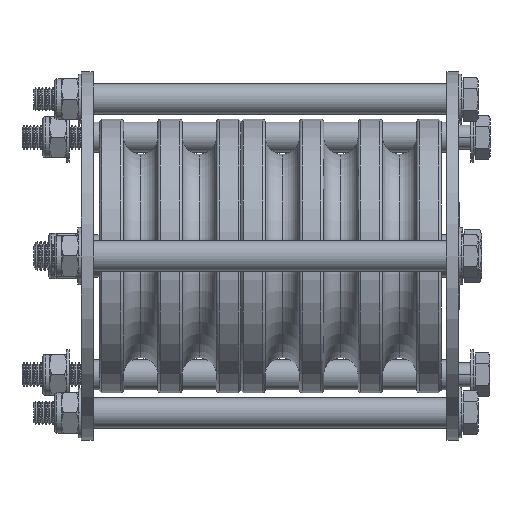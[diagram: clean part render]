
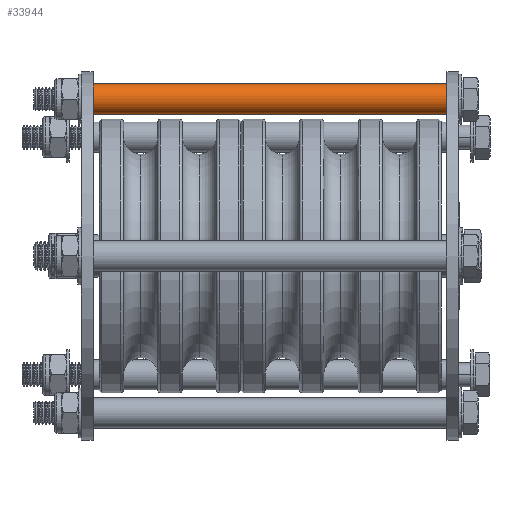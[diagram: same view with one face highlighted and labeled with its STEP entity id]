
A CAD part, front view. The second image highlights one B-rep face of the part: STEP entity #33944.
In plain terms, the highlighted cylindrical face has radius 6.35 mm (diameter 12.7 mm), a partial arc.
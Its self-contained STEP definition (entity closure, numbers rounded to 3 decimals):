
#14 = VECTOR ( 'NONE', #4226, 1000. ) ;
#592 = EDGE_CURVE ( 'NONE', #57054, #42809, #7018, .T. ) ;
#3404 = DIRECTION ( 'NONE',  ( 1., 0., 0. ) ) ;
#4226 = DIRECTION ( 'NONE',  ( 0., 0., -1. ) ) ;
#7018 = CIRCLE ( 'NONE', #43357, 6.35 ) ;
#9790 = DIRECTION ( 'NONE',  ( -1., 0., 0. ) ) ;
#10628 = CIRCLE ( 'NONE', #43860, 6.35 ) ;
#12906 = CARTESIAN_POINT ( 'NONE',  ( -6.35, 0., 74.5 ) ) ;
#14697 = CARTESIAN_POINT ( 'NONE',  ( 0., 0., 74.5 ) ) ;
#15636 = EDGE_CURVE ( 'NONE', #50881, #57054, #24130, .T. ) ;
#16896 = FACE_OUTER_BOUND ( 'NONE', #55557, .T. ) ;
#17776 = LINE ( 'NONE', #12906, #27361 ) ;
#20289 = CARTESIAN_POINT ( 'NONE',  ( 6.35, 0., 74.5 ) ) ;
#22295 = CARTESIAN_POINT ( 'NONE',  ( 6.35, 0., -74.5 ) ) ;
#23263 = DIRECTION ( 'NONE',  ( 0., 0., 1. ) ) ;
#24130 = LINE ( 'NONE', #41555, #14 ) ;
#27361 = VECTOR ( 'NONE', #50256, 1000. ) ;
#28028 = DIRECTION ( 'NONE',  ( 1., 0., 0. ) ) ;
#30894 = CYLINDRICAL_SURFACE ( 'NONE', #33458, 6.35 ) ;
#31510 = CARTESIAN_POINT ( 'NONE',  ( 0., 0., -74.5 ) ) ;
#31905 = ORIENTED_EDGE ( 'NONE', *, *, #46071, .F. ) ;
#33458 = AXIS2_PLACEMENT_3D ( 'NONE', #14697, #37933, #9790 ) ;
#33944 = ADVANCED_FACE ( 'NONE', ( #16896 ), #30894, .T. ) ;
#37933 = DIRECTION ( 'NONE',  ( 0., 0., -1. ) ) ;
#41555 = CARTESIAN_POINT ( 'NONE',  ( 6.35, 0., 74.5 ) ) ;
#42809 = VERTEX_POINT ( 'NONE', #45124 ) ;
#43357 = AXIS2_PLACEMENT_3D ( 'NONE', #31510, #50352, #3404 ) ;
#43860 = AXIS2_PLACEMENT_3D ( 'NONE', #46676, #23263, #28028 ) ;
#45124 = CARTESIAN_POINT ( 'NONE',  ( -6.35, 0., -74.5 ) ) ;
#46071 = EDGE_CURVE ( 'NONE', #58518, #42809, #17776, .T. ) ;
#46676 = CARTESIAN_POINT ( 'NONE',  ( 0., 0., 74.5 ) ) ;
#50256 = DIRECTION ( 'NONE',  ( 0., 0., -1. ) ) ;
#50352 = DIRECTION ( 'NONE',  ( 0., 0., 1. ) ) ;
#50723 = ORIENTED_EDGE ( 'NONE', *, *, #52661, .F. ) ;
#50881 = VERTEX_POINT ( 'NONE', #20289 ) ;
#52661 = EDGE_CURVE ( 'NONE', #50881, #58518, #10628, .T. ) ;
#53833 = CARTESIAN_POINT ( 'NONE',  ( -6.35, 0., 74.5 ) ) ;
#55557 = EDGE_LOOP ( 'NONE', ( #50723, #58242, #59800, #31905 ) ) ;
#57054 = VERTEX_POINT ( 'NONE', #22295 ) ;
#58242 = ORIENTED_EDGE ( 'NONE', *, *, #15636, .T. ) ;
#58518 = VERTEX_POINT ( 'NONE', #53833 ) ;
#59800 = ORIENTED_EDGE ( 'NONE', *, *, #592, .T. ) ;
